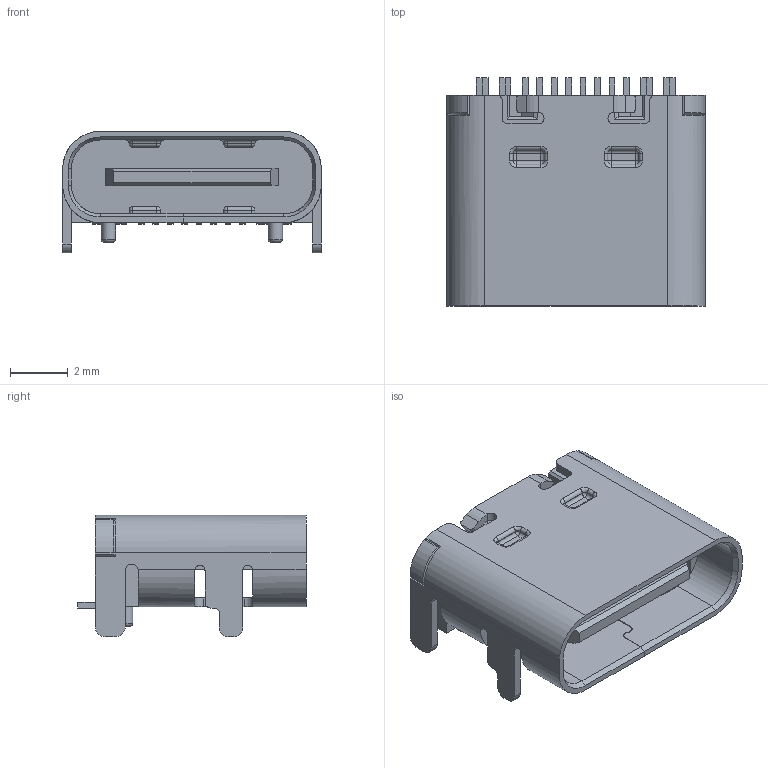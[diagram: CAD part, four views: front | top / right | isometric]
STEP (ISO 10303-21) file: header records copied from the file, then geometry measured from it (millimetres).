
FILE_DESCRIPTION(('FreeCAD Model'),'2;1');
FILE_NAME('Fusion002.step', '2020-05-31T20:54:38',('kicad StepUp'),('ksu MCAD'), 'Open CASCADE STEP processor 7.4','FreeCAD','Unknown');
FILE_SCHEMA(('AUTOMOTIVE_DESIGN { 1 0 10303 214 1 1 1 1 }'));
Length unit declared in the file: millimetre
Products named in the file (1): Fusion002
Bounding box: 8.95 x 7.9 x 4.2 mm (x, y, z)
Volume: 93.3 mm3; surface area: 422.1 mm2
Topology: 1 solids, 1 shells, 529 faces, 1420 edges, 868 vertices
Faces by surface type: plane 293, cylinder 172, sphere 32, torus 26, cone 6
Full cylindrical faces by diameter (mm): 0.5 x2
Entity records: 19869 total; most frequent: CARTESIAN_POINT 2844, DIRECTION 2838, ORIENTED_EDGE 2776, EDGE_CURVE 1388, LINE 978, VECTOR 978, AXIS2_PLACEMENT_3D 930, VERTEX_POINT 868
